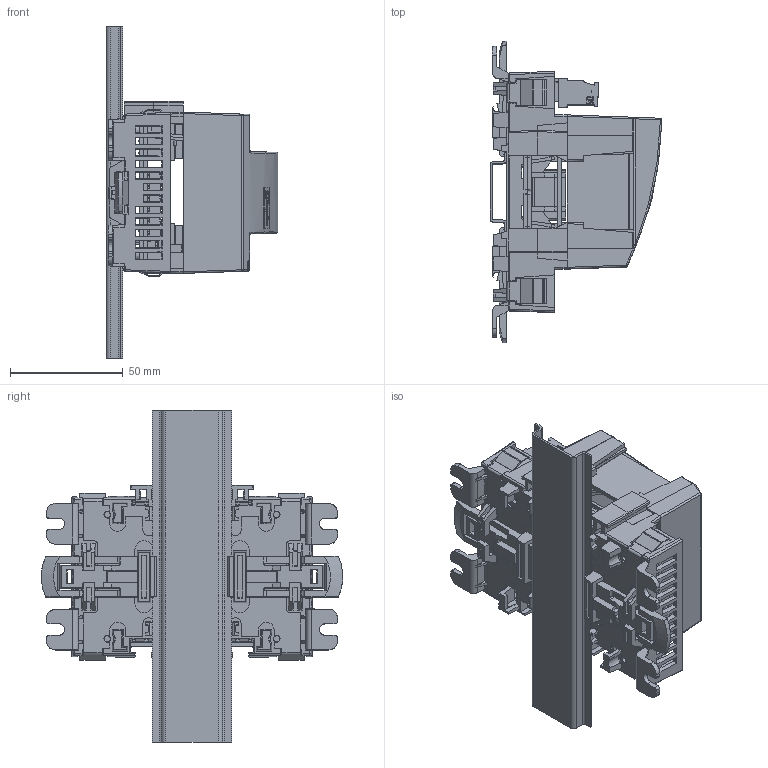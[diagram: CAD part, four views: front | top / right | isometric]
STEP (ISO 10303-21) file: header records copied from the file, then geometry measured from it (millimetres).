
FILE_DESCRIPTION((''),'2;1');
FILE_NAME('AK-CM_101C_101A_ASM','2022-04-22T14:40:59',('U240257'),(''),'CREO PARAMETRIC BY PTC INC, 2019344','CREO PARAMETRIC BY PTC INC, 2019344','');
FILE_SCHEMA(('AUTOMOTIVE_DESIGN { 1 0 10303 214 1 1 1 1 }'));
Products named in the file (18): AK2-SIZE_721_NONE_1_1_1; AK2-SIZE_723_NONE_1_1_1; AK2-SIZE_7210_NONE_1_1_1; AK2-SIZE_7211_NONE_1_1_1; AK2-SIZE_7213_1_NONE_WO_HOLES; AK2-SIZE_7218_NONE_1_1_1; AK2-SIZE_7219_NONE_1_1_1; AK2-SIZE_72_2RJ45_ASM; 080Z0514_03_01_RED_RECTANGULAR; AK2-SIZE_72_RED_RECTANGULAR_ASM; DIN-BAR_16DIN_AF8_1_1; LOGO_OUTLINE_DANFOSS_1_1; 1755749_MSTBVA_2P5_3-G-5P08_1_2; 613B3095_1; S102; PCBA_AK-CM_101C_101A_ASM; 1912414_MVSTBR_2P5_HC_3-ST-5P_3; AK-CM_101C_101A_ASM
Assembly tree (22 placements, depth 4):
  AK-CM_101C_101A_ASM
    AK2-SIZE_72_RED_RECTANGULAR_ASM
      AK2-SIZE_72_2RJ45_ASM
        AK2-SIZE_721_NONE_1_1_1
        AK2-SIZE_723_NONE_1_1_1
        AK2-SIZE_7210_NONE_1_1_1
        AK2-SIZE_7211_NONE_1_1_1
        AK2-SIZE_7213_1_NONE_WO_HOLES
        AK2-SIZE_7218_NONE_1_1_1
        AK2-SIZE_7219_NONE_1_1_1
      080Z0514_03_01_RED_RECTANGULAR
    DIN-BAR_16DIN_AF8_1_1
    LOGO_OUTLINE_DANFOSS_1_1
    PCBA_AK-CM_101C_101A_ASM
      AK2-SIZE_7213_1_NONE_WO_HOLES
      1755749_MSTBVA_2P5_3-G-5P08_1_2  x2
      613B3095_1
      S102  x3
    1912414_MVSTBR_2P5_HC_3-ST-5P_3  x2
Bounding box: 76.12 x 133.47 x 147 mm (x, y, z)
Volume: 109280.3 mm3; surface area: 140333.4 mm2
Topology: 19 solids, 55 shells, 5735 faces, 16164 edges, 10568 vertices
Faces by surface type: plane 4353, cylinder 940, bspline 164, cone 122, sphere 108, extrusion 36, torus 9, revolution 3
Entity records: 190334 total; most frequent: CARTESIAN_POINT 39568, ORIENTED_EDGE 23814, DIRECTION 20750, EDGE_CURVE 11928, VECTOR 9262, LINE 9226, VERTEX_POINT 7819, PRESENTATION_STYLE_ASSIGNMENT 6182
